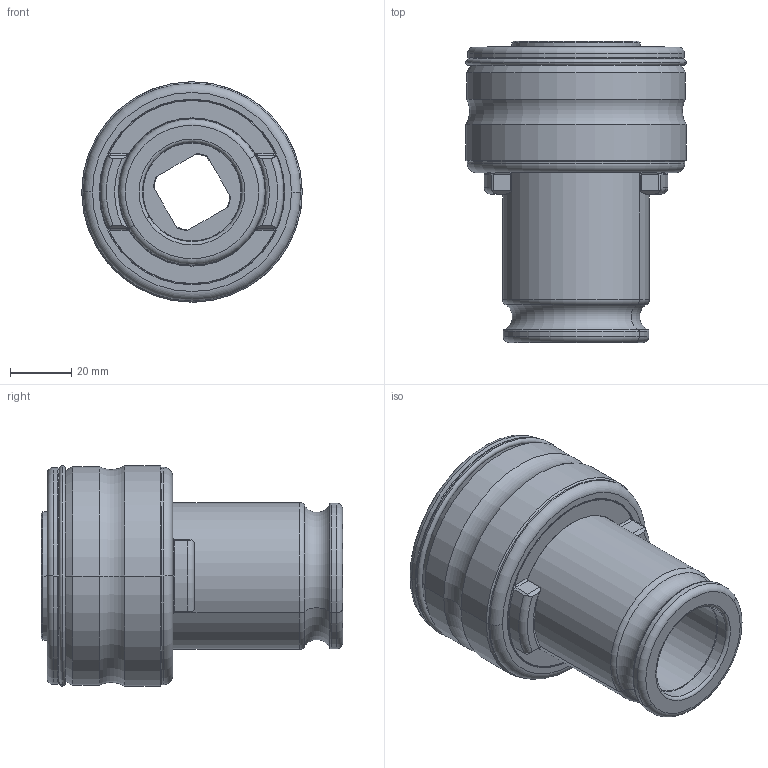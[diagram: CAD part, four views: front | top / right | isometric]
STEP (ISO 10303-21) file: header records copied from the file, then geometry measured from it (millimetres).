
FILE_DESCRIPTION((''),'2;1');
FILE_NAME('48-3_STP_3325_SW0001','2016-04-01T',('040'),(''),'CREO PARAMETRIC BY PTC INC, 2015380','CREO PARAMETRIC BY PTC INC, 2015380','');
FILE_SCHEMA(('CONFIG_CONTROL_DESIGN'));
Length unit declared in the file: millimetre
Products named in the file (1): 48-3_STP_3325_SW0001
Bounding box: 72 x 98.35 x 72 mm (x, y, z)
Volume: 160821 mm3; surface area: 61202.9 mm2
Topology: 5 solids, 6 shells, 317 faces, 845 edges, 516 vertices
Faces by surface type: cylinder 97, cone 86, plane 86, torus 44, sphere 4
Entity records: 10378 total; most frequent: CARTESIAN_POINT 2559, ORIENTED_EDGE 1666, DIRECTION 1630, EDGE_CURVE 833, AXIS2_PLACEMENT_3D 649, VERTEX_POINT 516, EDGE_LOOP 335, VECTOR 332
